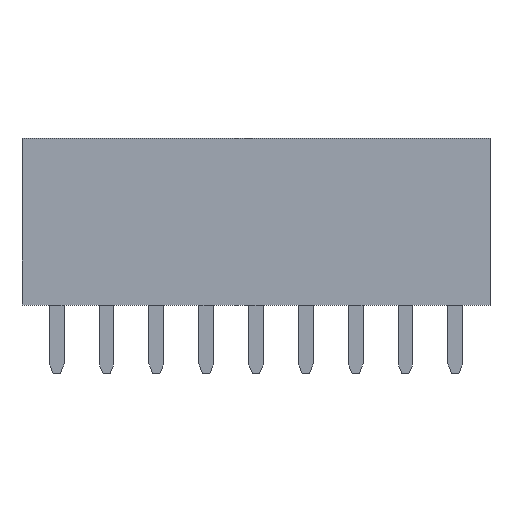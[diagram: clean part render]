
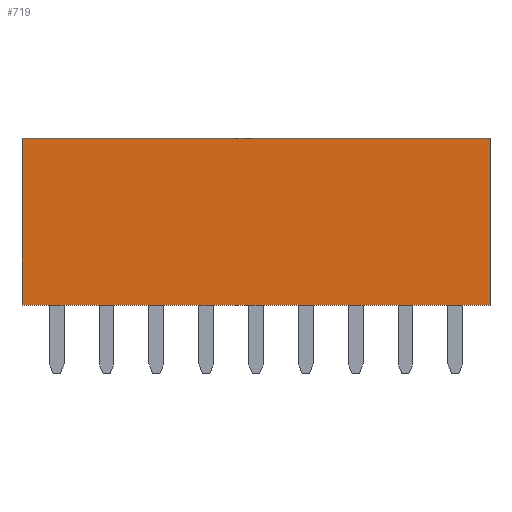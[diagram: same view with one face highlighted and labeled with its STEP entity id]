
A CAD part, top view. The second image highlights one B-rep face of the part: STEP entity #719.
In plain terms, the highlighted planar face has unit normal (0, 0, 1).
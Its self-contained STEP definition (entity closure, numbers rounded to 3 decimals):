
#655=CARTESIAN_POINT('',(39.87,4.25,0.));
#656=DIRECTION('',(1.,0.,0.));
#657=DIRECTION('',(0.,0.,1.));
#658=AXIS2_PLACEMENT_3D('',#655,#657,#656);
#659=PLANE('',#658);
#660=CARTESIAN_POINT('',(27.94,0.,0.));
#661=VERTEX_POINT('',#660);
#662=CARTESIAN_POINT('',(27.94,0.5,0.));
#663=VERTEX_POINT('',#662);
#664=CARTESIAN_POINT('',(27.94,0.,0.));
#665=DIRECTION('',(0.,1.,0.));
#666=VECTOR('',#665,0.5);
#667=LINE('',#664,#666);
#668=EDGE_CURVE('',#661,#663,#667,.T.);
#669=ORIENTED_EDGE('',*,*,#668,.F.);
#670=CARTESIAN_POINT('',(51.8,0.,0.));
#671=VERTEX_POINT('',#670);
#672=CARTESIAN_POINT('',(51.8,0.,0.));
#673=DIRECTION('',(-1.,0.,0.));
#674=VECTOR('',#673,23.86);
#675=LINE('',#672,#674);
#676=EDGE_CURVE('',#671,#661,#675,.T.);
#677=ORIENTED_EDGE('',*,*,#676,.F.);
#678=CARTESIAN_POINT('',(51.8,0.5,0.));
#679=VERTEX_POINT('',#678);
#680=CARTESIAN_POINT('',(51.8,0.,0.));
#681=DIRECTION('',(0.,1.,0.));
#682=VECTOR('',#681,0.5);
#683=LINE('',#680,#682);
#684=EDGE_CURVE('',#671,#679,#683,.T.);
#685=ORIENTED_EDGE('',*,*,#684,.T.);
#686=CARTESIAN_POINT('',(51.8,8.5,0.));
#687=VERTEX_POINT('',#686);
#688=CARTESIAN_POINT('',(51.8,8.5,0.));
#689=CARTESIAN_POINT('',(51.8,6.9,0.));
#690=CARTESIAN_POINT('',(51.8,5.3,0.));
#691=CARTESIAN_POINT('',(51.8,3.7,0.));
#692=CARTESIAN_POINT('',(51.8,2.1,0.));
#693=CARTESIAN_POINT('',(51.8,0.5,0.));
#694=B_SPLINE_CURVE_WITH_KNOTS('',5,(#688,#689,#690,#691,#692,#693),.UNSPECIFIED.,.F.,.U.,(6,6),(0.,8.),.UNSPECIFIED.);
#695=EDGE_CURVE('',#687,#679,#694,.T.);
#696=ORIENTED_EDGE('',*,*,#695,.F.);
#697=CARTESIAN_POINT('',(27.94,8.5,0.));
#698=VERTEX_POINT('',#697);
#699=CARTESIAN_POINT('',(27.94,8.5,0.));
#700=CARTESIAN_POINT('',(32.712,8.5,0.));
#701=CARTESIAN_POINT('',(37.484,8.5,0.));
#702=CARTESIAN_POINT('',(42.256,8.5,0.));
#703=CARTESIAN_POINT('',(47.028,8.5,0.));
#704=CARTESIAN_POINT('',(51.8,8.5,0.));
#705=B_SPLINE_CURVE_WITH_KNOTS('',5,(#699,#700,#701,#702,#703,#704),.UNSPECIFIED.,.F.,.U.,(6,6),(0.,23.86),.UNSPECIFIED.);
#706=EDGE_CURVE('',#698,#687,#705,.T.);
#707=ORIENTED_EDGE('',*,*,#706,.F.);
#708=CARTESIAN_POINT('',(27.94,8.5,0.));
#709=CARTESIAN_POINT('',(27.94,6.9,0.));
#710=CARTESIAN_POINT('',(27.94,5.3,0.));
#711=CARTESIAN_POINT('',(27.94,3.7,0.));
#712=CARTESIAN_POINT('',(27.94,2.1,0.));
#713=CARTESIAN_POINT('',(27.94,0.5,0.));
#714=B_SPLINE_CURVE_WITH_KNOTS('',5,(#708,#709,#710,#711,#712,#713),.UNSPECIFIED.,.F.,.U.,(6,6),(0.,8.),.UNSPECIFIED.);
#715=EDGE_CURVE('',#698,#663,#714,.T.);
#716=ORIENTED_EDGE('',*,*,#715,.T.);
#717=EDGE_LOOP('',(#669,#677,#685,#696,#707,#716));
#718=FACE_OUTER_BOUND('',#717,.T.);
#719=ADVANCED_FACE('',(#718),#659,.T.);
